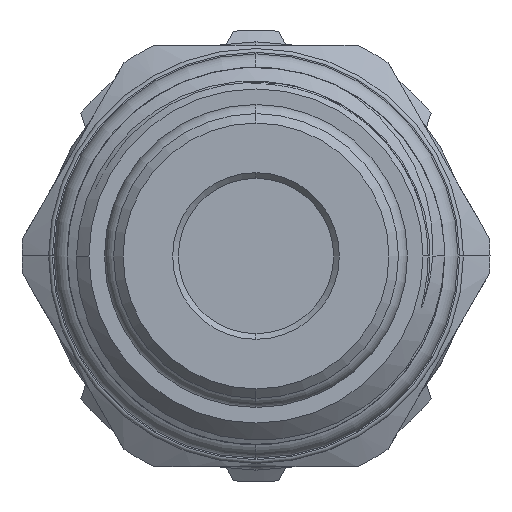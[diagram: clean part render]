
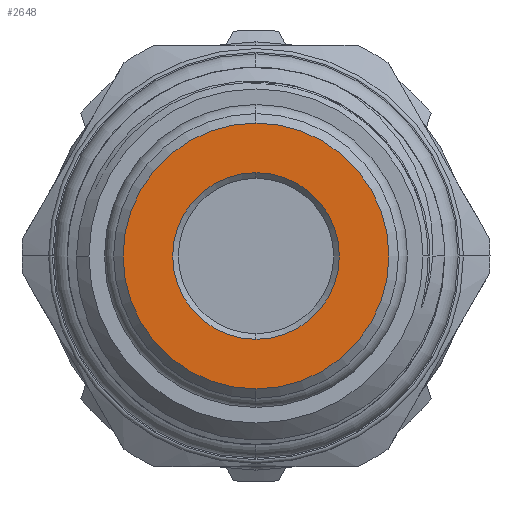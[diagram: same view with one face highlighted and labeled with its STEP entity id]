
A CAD part, left-side view. The second image highlights one B-rep face of the part: STEP entity #2648.
In plain terms, the highlighted planar face has unit normal (-1, 0, 0).
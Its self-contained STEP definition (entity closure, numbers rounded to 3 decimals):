
#76 = EDGE_CURVE ( 'NONE', #6174, #1288, #6027, .T. ) ;
#98 = ORIENTED_EDGE ( 'NONE', *, *, #76, .T. ) ;
#502 = CIRCLE ( 'NONE', #6099, 7. ) ;
#991 = DIRECTION ( 'NONE',  ( 0., 0., -1. ) ) ;
#1288 = VERTEX_POINT ( 'NONE', #7825 ) ;
#1689 = CARTESIAN_POINT ( 'NONE',  ( 0., 0., 4.39 ) ) ;
#1927 = EDGE_CURVE ( 'NONE', #3342, #7723, #11179, .T. ) ;
#2205 = EDGE_CURVE ( 'NONE', #7723, #3342, #9192, .T. ) ;
#2317 = DIRECTION ( 'NONE',  ( 1., 0., 0. ) ) ;
#2638 = AXIS2_PLACEMENT_3D ( 'NONE', #9796, #4439, #991 ) ;
#2648 = ADVANCED_FACE ( 'NONE', ( #4283, #2898 ), #8958, .F. ) ;
#2898 = FACE_OUTER_BOUND ( 'NONE', #11358, .T. ) ;
#2993 = CARTESIAN_POINT ( 'NONE',  ( 0., 0., 0. ) ) ;
#3271 = DIRECTION ( 'NONE',  ( -1., 0., 0. ) ) ;
#3342 = VERTEX_POINT ( 'NONE', #1689 ) ;
#3607 = DIRECTION ( 'NONE',  ( 0., 0., -1. ) ) ;
#3691 = AXIS2_PLACEMENT_3D ( 'NONE', #7656, #2317, #9323 ) ;
#3940 = DIRECTION ( 'NONE',  ( -1., 0., 0. ) ) ;
#4283 = FACE_BOUND ( 'NONE', #10626, .T. ) ;
#4439 = DIRECTION ( 'NONE',  ( 1., 0., 0. ) ) ;
#5994 = ORIENTED_EDGE ( 'NONE', *, *, #2205, .T. ) ;
#6027 = CIRCLE ( 'NONE', #8554, 7. ) ;
#6041 = AXIS2_PLACEMENT_3D ( 'NONE', #2993, #7220, #3607 ) ;
#6099 = AXIS2_PLACEMENT_3D ( 'NONE', #8624, #3271, #10425 ) ;
#6174 = VERTEX_POINT ( 'NONE', #10507 ) ;
#6342 = ORIENTED_EDGE ( 'NONE', *, *, #1927, .T. ) ;
#7220 = DIRECTION ( 'NONE',  ( 1., 0., 0. ) ) ;
#7519 = DIRECTION ( 'NONE',  ( 0., 0., -1. ) ) ;
#7656 = CARTESIAN_POINT ( 'NONE',  ( 0., 0., 0. ) ) ;
#7723 = VERTEX_POINT ( 'NONE', #7997 ) ;
#7825 = CARTESIAN_POINT ( 'NONE',  ( 0., 0., -7. ) ) ;
#7997 = CARTESIAN_POINT ( 'NONE',  ( 0., 0., -4.39 ) ) ;
#8392 = CARTESIAN_POINT ( 'NONE',  ( 0., 0., 0. ) ) ;
#8554 = AXIS2_PLACEMENT_3D ( 'NONE', #8392, #3940, #7519 ) ;
#8624 = CARTESIAN_POINT ( 'NONE',  ( 0., 0., 0. ) ) ;
#8958 = PLANE ( 'NONE',  #6041 ) ;
#9192 = CIRCLE ( 'NONE', #3691, 4.39 ) ;
#9323 = DIRECTION ( 'NONE',  ( 0., 0., -1. ) ) ;
#9796 = CARTESIAN_POINT ( 'NONE',  ( 0., 0., 0. ) ) ;
#9991 = ORIENTED_EDGE ( 'NONE', *, *, #10245, .T. ) ;
#10245 = EDGE_CURVE ( 'NONE', #1288, #6174, #502, .T. ) ;
#10425 = DIRECTION ( 'NONE',  ( 0., 0., -1. ) ) ;
#10507 = CARTESIAN_POINT ( 'NONE',  ( 0., 0., 7. ) ) ;
#10626 = EDGE_LOOP ( 'NONE', ( #6342, #5994 ) ) ;
#11179 = CIRCLE ( 'NONE', #2638, 4.39 ) ;
#11358 = EDGE_LOOP ( 'NONE', ( #9991, #98 ) ) ;
